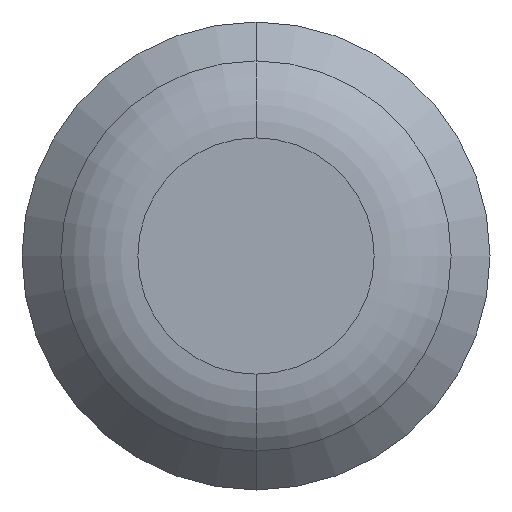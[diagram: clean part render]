
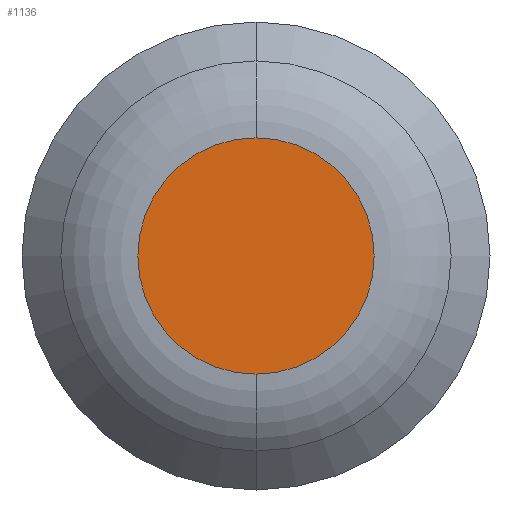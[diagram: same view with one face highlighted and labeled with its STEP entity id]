
A CAD part, front view. The second image highlights one B-rep face of the part: STEP entity #1136.
In plain terms, the highlighted planar face has unit normal (0, -1, 0).
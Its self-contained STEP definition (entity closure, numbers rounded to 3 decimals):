
#49 = EDGE_CURVE ( 'NONE', #589, #448, #1644, .T. ) ;
#120 = DIRECTION ( 'NONE',  ( 0., 0., 1. ) ) ;
#269 = PLANE ( 'NONE',  #1170 ) ;
#277 = EDGE_LOOP ( 'NONE', ( #856, #1561 ) ) ;
#384 = AXIS2_PLACEMENT_3D ( 'NONE', #936, #1475, #1636 ) ;
#448 = VERTEX_POINT ( 'NONE', #1707 ) ;
#589 = VERTEX_POINT ( 'NONE', #592 ) ;
#592 = CARTESIAN_POINT ( 'NONE',  ( 0., -15., -21.716 ) ) ;
#698 = FACE_OUTER_BOUND ( 'NONE', #277, .T. ) ;
#856 = ORIENTED_EDGE ( 'NONE', *, *, #1085, .T. ) ;
#936 = CARTESIAN_POINT ( 'NONE',  ( 0., -15., 0. ) ) ;
#1081 = DIRECTION ( 'NONE',  ( 0., 0., 1. ) ) ;
#1085 = EDGE_CURVE ( 'NONE', #448, #589, #1282, .T. ) ;
#1136 = ADVANCED_FACE ( 'NONE', ( #698 ), #269, .F. ) ;
#1140 = AXIS2_PLACEMENT_3D ( 'NONE', #1741, #1332, #120 ) ;
#1170 = AXIS2_PLACEMENT_3D ( 'NONE', #1637, #1371, #1081 ) ;
#1282 = CIRCLE ( 'NONE', #1140, 21.716 ) ;
#1332 = DIRECTION ( 'NONE',  ( 0., -1., 0. ) ) ;
#1371 = DIRECTION ( 'NONE',  ( 0., 1., 0. ) ) ;
#1475 = DIRECTION ( 'NONE',  ( 0., -1., 0. ) ) ;
#1561 = ORIENTED_EDGE ( 'NONE', *, *, #49, .T. ) ;
#1636 = DIRECTION ( 'NONE',  ( 0., 0., 1. ) ) ;
#1637 = CARTESIAN_POINT ( 'NONE',  ( 0., -15., 30. ) ) ;
#1644 = CIRCLE ( 'NONE', #384, 21.716 ) ;
#1707 = CARTESIAN_POINT ( 'NONE',  ( 0., -15., 21.716 ) ) ;
#1741 = CARTESIAN_POINT ( 'NONE',  ( 0., -15., 0. ) ) ;
